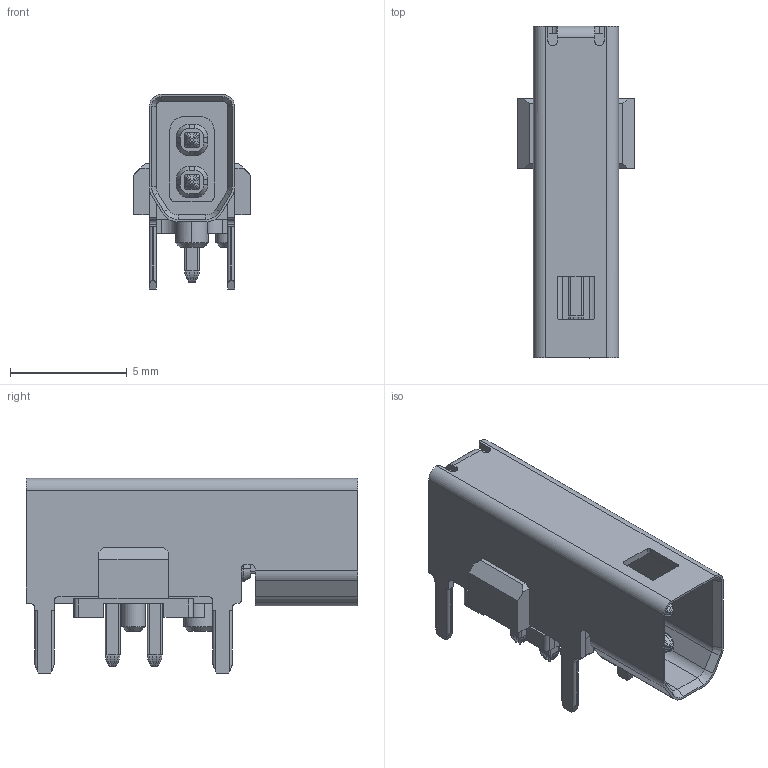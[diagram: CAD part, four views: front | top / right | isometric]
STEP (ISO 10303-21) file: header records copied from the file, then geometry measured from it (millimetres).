
FILE_DESCRIPTION(('CATIA V5 STEP Exchange','CAx-IF Rec.Pracs.--- Model Styling and Organization---1.4--- 2014-01-23'),'2;1');
FILE_NAME ('1217770-13_4', '2021-09-28T09:06:55+00:00', ('none'), ('Weidmueller'), 'CATIA Version 5-6 Release 2016 SP3 HF44', 'CATIA V5 STEP AP214', 'none');
FILE_SCHEMA(('AUTOMOTIVE_DESIGN { 1 0 10303 214 1 1 1 1 }'));
Length unit declared in the file: millimetre
Products named in the file (1): 2726010000
Bounding box: 5 x 14.2 x 8.35 mm (x, y, z)
Volume: 207.5 mm3; surface area: 460.1 mm2
Topology: 1 solids, 1 shells, 374 faces, 1024 edges, 658 vertices
Faces by surface type: plane 188, cylinder 104, bspline 64, cone 18
Entity records: 13951 total; most frequent: CARTESIAN_POINT 5133, ORIENTED_EDGE 2048, DIRECTION 1310, EDGE_CURVE 1024, VERTEX_POINT 658, VECTOR 646, LINE 646, AXIS2_PLACEMENT_3D 405
